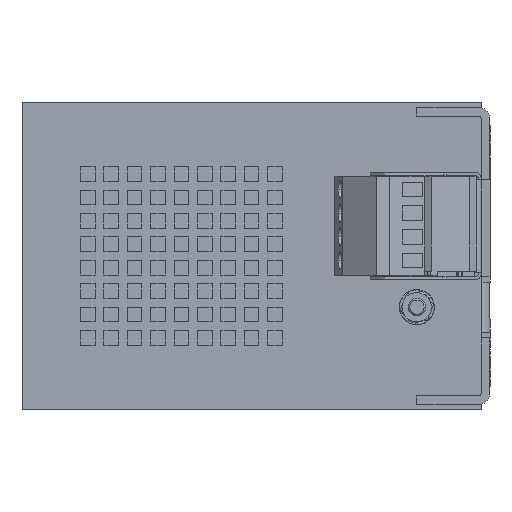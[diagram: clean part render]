
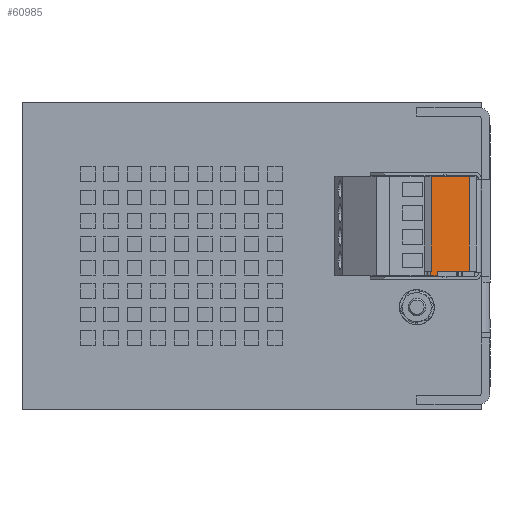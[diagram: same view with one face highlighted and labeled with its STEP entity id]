
A CAD part, left-side view. The second image highlights one B-rep face of the part: STEP entity #60985.
In plain terms, the highlighted planar face has unit normal (-0.985, -0.171, 0).
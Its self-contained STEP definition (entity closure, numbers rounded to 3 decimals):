
#2961 = VECTOR ( 'NONE', #16392, 1000. ) ;
#5891 = AXIS2_PLACEMENT_3D ( 'NONE', #66075, #115693, #125397 ) ;
#7196 = CARTESIAN_POINT ( 'NONE',  ( -134.281, 3.01, -6.7 ) ) ;
#7615 = VERTEX_POINT ( 'NONE', #82895 ) ;
#9462 = DIRECTION ( 'NONE',  ( 0., 0., -1. ) ) ;
#14318 = VERTEX_POINT ( 'NONE', #85006 ) ;
#14412 = LINE ( 'NONE', #119628, #44251 ) ;
#14898 = LINE ( 'NONE', #36825, #27504 ) ;
#16392 = DIRECTION ( 'NONE',  ( -0.171, 0.985, 0. ) ) ;
#16895 = FACE_OUTER_BOUND ( 'NONE', #95559, .T. ) ;
#21560 = ORIENTED_EDGE ( 'NONE', *, *, #31181, .T. ) ;
#22113 = CARTESIAN_POINT ( 'NONE',  ( -134.652, 5.157, -5.2 ) ) ;
#22296 = CARTESIAN_POINT ( 'NONE',  ( -134.652, 5.157, 27.2 ) ) ;
#23425 = DIRECTION ( 'NONE',  ( -0.171, 0.985, 0. ) ) ;
#25597 = VECTOR ( 'NONE', #67023, 1000. ) ;
#26322 = LINE ( 'NONE', #29591, #111060 ) ;
#27113 = LINE ( 'NONE', #56967, #25597 ) ;
#27504 = VECTOR ( 'NONE', #106632, 1000. ) ;
#29591 = CARTESIAN_POINT ( 'NONE',  ( -134.281, 3.01, -5.2 ) ) ;
#31181 = EDGE_CURVE ( 'NONE', #100857, #36961, #42533, .T. ) ;
#35478 = CARTESIAN_POINT ( 'NONE',  ( -134.652, 5.157, 27.2 ) ) ;
#36825 = CARTESIAN_POINT ( 'NONE',  ( -134.652, 5.157, 19.1 ) ) ;
#36961 = VERTEX_POINT ( 'NONE', #22296 ) ;
#39799 = LINE ( 'NONE', #22113, #82287 ) ;
#40821 = EDGE_CURVE ( 'NONE', #14318, #36961, #14898, .T. ) ;
#42110 = VERTEX_POINT ( 'NONE', #113195 ) ;
#42533 = LINE ( 'NONE', #35478, #90996 ) ;
#43543 = VERTEX_POINT ( 'NONE', #108959 ) ;
#44251 = VECTOR ( 'NONE', #9462, 1000. ) ;
#48790 = EDGE_CURVE ( 'NONE', #43543, #70731, #39799, .T. ) ;
#56377 = VECTOR ( 'NONE', #92442, 1000. ) ;
#56967 = CARTESIAN_POINT ( 'NONE',  ( -132.397, -7.877, 19.1 ) ) ;
#59136 = VERTEX_POINT ( 'NONE', #68508 ) ;
#60985 = ADVANCED_FACE ( 'NONE', ( #16895 ), #126257, .F. ) ;
#66075 = CARTESIAN_POINT ( 'NONE',  ( -134.652, 5.157, 19.1 ) ) ;
#66567 = CARTESIAN_POINT ( 'NONE',  ( -134.281, 3.01, -5.2 ) ) ;
#67023 = DIRECTION ( 'NONE',  ( 0., 0., 1. ) ) ;
#67239 = ORIENTED_EDGE ( 'NONE', *, *, #48790, .F. ) ;
#68508 = CARTESIAN_POINT ( 'NONE',  ( -134.679, 5.308, -5.2 ) ) ;
#68551 = EDGE_CURVE ( 'NONE', #7615, #42110, #92488, .T. ) ;
#68946 = LINE ( 'NONE', #74026, #56377 ) ;
#70731 = VERTEX_POINT ( 'NONE', #66567 ) ;
#73145 = EDGE_CURVE ( 'NONE', #59136, #42110, #14412, .T. ) ;
#74026 = CARTESIAN_POINT ( 'NONE',  ( -134.281, 3.01, -5.2 ) ) ;
#74585 = DIRECTION ( 'NONE',  ( -0.171, 0.985, 0. ) ) ;
#76456 = ORIENTED_EDGE ( 'NONE', *, *, #73145, .T. ) ;
#82287 = VECTOR ( 'NONE', #23425, 1000. ) ;
#82895 = CARTESIAN_POINT ( 'NONE',  ( -134.281, 3.01, -6.7 ) ) ;
#85006 = CARTESIAN_POINT ( 'NONE',  ( -134.652, 5.157, -5.2 ) ) ;
#85620 = ORIENTED_EDGE ( 'NONE', *, *, #95707, .F. ) ;
#86337 = ORIENTED_EDGE ( 'NONE', *, *, #101820, .T. ) ;
#90989 = CARTESIAN_POINT ( 'NONE',  ( -132.397, -7.877, 27.2 ) ) ;
#90996 = VECTOR ( 'NONE', #74585, 1000. ) ;
#92442 = DIRECTION ( 'NONE',  ( 0., 0., -1. ) ) ;
#92488 = LINE ( 'NONE', #7196, #2961 ) ;
#95559 = EDGE_LOOP ( 'NONE', ( #21560, #123848, #127380, #76456, #128241, #85620, #67239, #86337 ) ) ;
#95707 = EDGE_CURVE ( 'NONE', #70731, #7615, #68946, .T. ) ;
#100857 = VERTEX_POINT ( 'NONE', #90989 ) ;
#101820 = EDGE_CURVE ( 'NONE', #43543, #100857, #27113, .T. ) ;
#104546 = EDGE_CURVE ( 'NONE', #14318, #59136, #26322, .T. ) ;
#106632 = DIRECTION ( 'NONE',  ( 0., 0., 1. ) ) ;
#108959 = CARTESIAN_POINT ( 'NONE',  ( -132.397, -7.877, -5.2 ) ) ;
#111060 = VECTOR ( 'NONE', #120909, 1000. ) ;
#113195 = CARTESIAN_POINT ( 'NONE',  ( -134.679, 5.308, -6.7 ) ) ;
#115693 = DIRECTION ( 'NONE',  ( 0.985, 0.171, 0. ) ) ;
#119628 = CARTESIAN_POINT ( 'NONE',  ( -134.679, 5.308, -5.2 ) ) ;
#120909 = DIRECTION ( 'NONE',  ( -0.171, 0.985, 0. ) ) ;
#123848 = ORIENTED_EDGE ( 'NONE', *, *, #40821, .F. ) ;
#125397 = DIRECTION ( 'NONE',  ( 0., 0., -1. ) ) ;
#126257 = PLANE ( 'NONE',  #5891 ) ;
#127380 = ORIENTED_EDGE ( 'NONE', *, *, #104546, .T. ) ;
#128241 = ORIENTED_EDGE ( 'NONE', *, *, #68551, .F. ) ;
